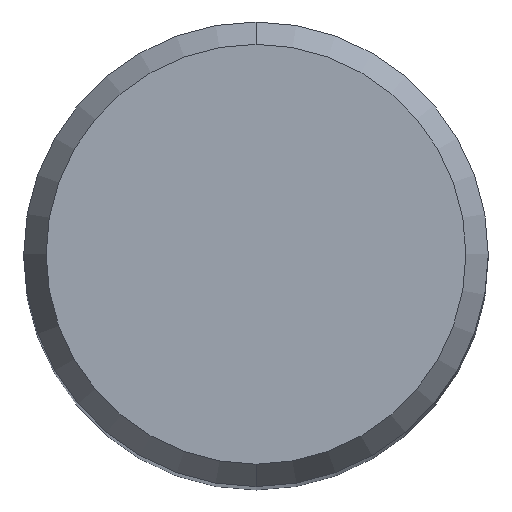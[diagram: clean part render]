
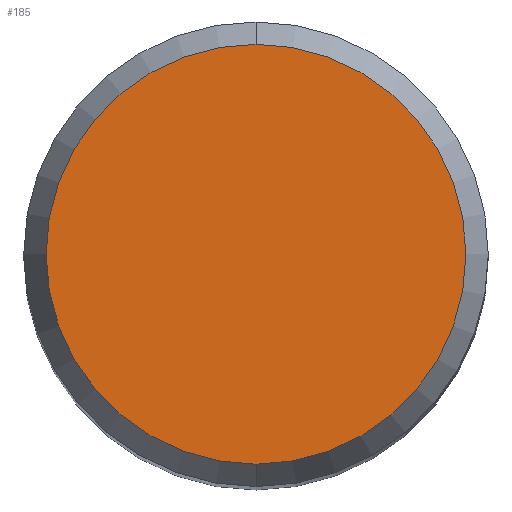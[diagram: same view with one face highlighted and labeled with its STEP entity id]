
A CAD part, top view. The second image highlights one B-rep face of the part: STEP entity #185.
In plain terms, the highlighted planar face has unit normal (0, 0, 1).
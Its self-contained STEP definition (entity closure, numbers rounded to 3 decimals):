
#141=VERTEX_POINT('',#272);
#159=EDGE_CURVE('',#141,#181,#293,.T.);
#181=VERTEX_POINT('',#320);
#185=ADVANCED_FACE('',(#324),#325,.T.);
#187=EDGE_CURVE('',#181,#141,#327,.T.);
#272=CARTESIAN_POINT('',(0.0,4.304,0.01));
#293=CIRCLE('',#445,4.304);
#320=CARTESIAN_POINT('',(0.,-4.304,0.01));
#324=FACE_OUTER_BOUND('',#486,.T.);
#325=PLANE('',#487);
#327=CIRCLE('',#490,4.304);
#445=AXIS2_PLACEMENT_3D('',#592,#593,#594);
#486=EDGE_LOOP('',(#642,#643));
#487=AXIS2_PLACEMENT_3D('',#644,#645,#646);
#490=AXIS2_PLACEMENT_3D('',#647,#648,#649);
#592=CARTESIAN_POINT('',(0.0,0.0,0.01));
#593=DIRECTION('',(0.0,0.0,-1.0));
#594=DIRECTION('',(0.0,1.0,0.0));
#642=ORIENTED_EDGE('',*,*,#159,.F.);
#643=ORIENTED_EDGE('',*,*,#187,.F.);
#644=CARTESIAN_POINT('',(0.0,2.152,0.01));
#645=DIRECTION('',(-0.0,0.0,1.0));
#646=DIRECTION('',(0.0,-1.0,0.0));
#647=CARTESIAN_POINT('',(0.0,0.0,0.01));
#648=DIRECTION('',(0.0,0.0,-1.0));
#649=DIRECTION('',(0.0,1.0,0.0));
